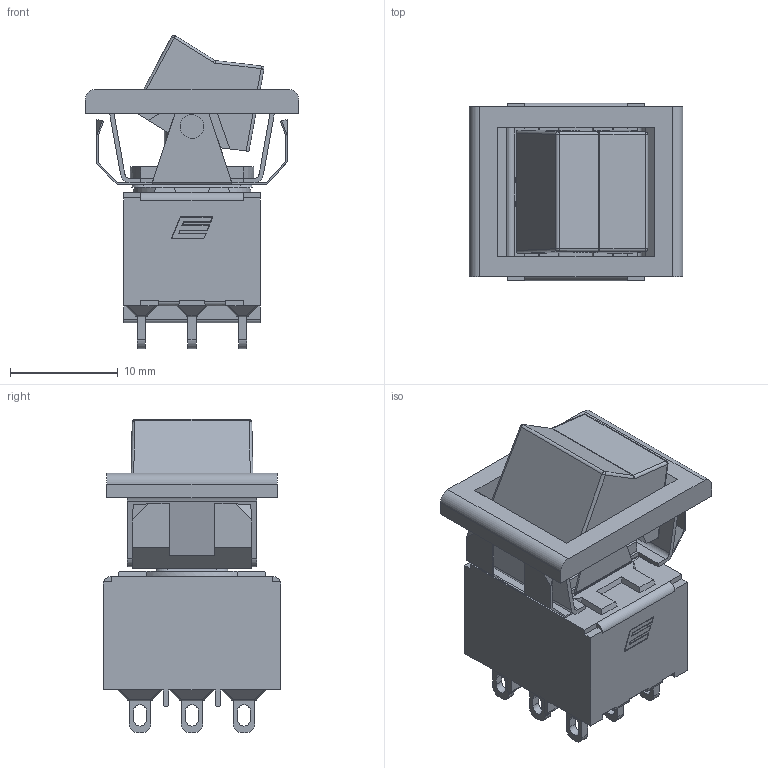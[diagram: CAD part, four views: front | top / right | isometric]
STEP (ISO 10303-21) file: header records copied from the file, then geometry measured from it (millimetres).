
FILE_DESCRIPTION((' '),'2;1');
FILE_NAME('3003PxR6xxxM1xExxx.stp','2017-07-20T13:35:58',(' '),(' '),' ','ACIS',' ');
FILE_SCHEMA(('CONFIG_CONTROL_DESIGN'));
Length unit declared in the file: inch
Products named in the file (1): 3003PxR6xxxM1xExxx.stp
Bounding box: 19.85 x 16.51 x 29.09 mm (x, y, z)
Volume: 3470 mm3; surface area: 3705.6 mm2
Topology: 1 solids, 1 shells, 610 faces, 1595 edges, 1007 vertices
Faces by surface type: plane 405, cylinder 157, sphere 40, cone 6, bspline 2
Full cylindrical faces by diameter (mm): 2.2 x2, 3.2 x1, 5.2 x1
Entity records: 18727 total; most frequent: CARTESIAN_POINT 3369, ORIENTED_EDGE 3180, DIRECTION 3146, EDGE_CURVE 1590, VECTOR 1200, LINE 1200, VERTEX_POINT 1006, AXIS2_PLACEMENT_3D 973
